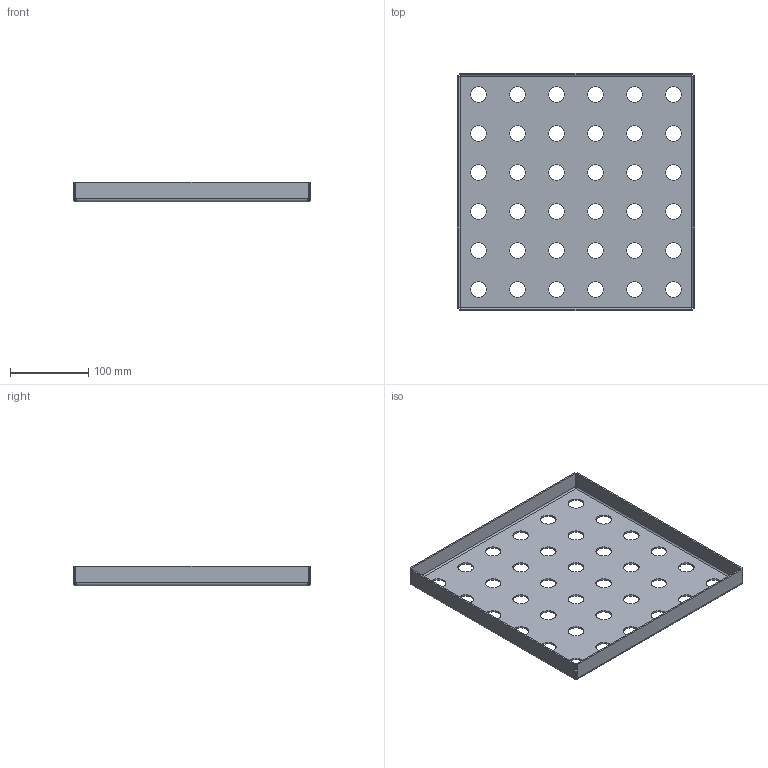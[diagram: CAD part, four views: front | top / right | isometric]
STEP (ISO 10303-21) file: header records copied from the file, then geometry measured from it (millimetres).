
FILE_DESCRIPTION(/* description */ (''),/* implementation_level */ '2;1');
FILE_NAME(/* name */ '2023_Summer_Project_GameTray_001.stp',/* time_stamp */ '2023-05-23T09:15:32+02:00',/* author */ ('StamlandF'),/* organization */ (''),/* preprocessor_version */ 'ST-DEVELOPER v19.2',/* originating_system */ 'Autodesk Inventor 2023',/* authorisation */ '');
FILE_SCHEMA (('AUTOMOTIVE_DESIGN { 1 0 10303 214 3 1 1 }'));
Length unit declared in the file: millimetre
Products named in the file (1): 2023_Summer_Project_GameTray_001
Bounding box: 304 x 304 x 25 mm (x, y, z)
Volume: 213696.3 mm3; surface area: 221018.3 mm2
Topology: 1 solids, 1 shells, 82 faces, 208 edges, 128 vertices
Faces by surface type: cylinder 44, plane 38
Full cylindrical faces by diameter (mm): 20 x36
Entity records: 2651 total; most frequent: DIRECTION 462, CARTESIAN_POINT 419, ORIENTED_EDGE 416, EDGE_CURVE 208, AXIS2_PLACEMENT_3D 171, EDGE_LOOP 154, VERTEX_POINT 128, LINE 120
